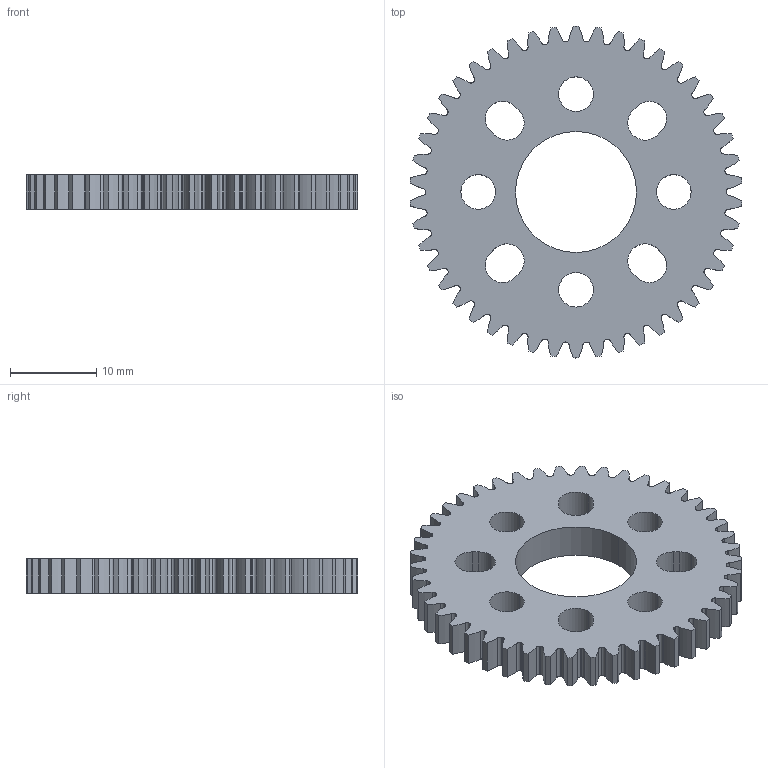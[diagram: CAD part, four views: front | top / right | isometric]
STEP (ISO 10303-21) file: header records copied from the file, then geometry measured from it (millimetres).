
FILE_DESCRIPTION (( 'STEP AP203' ), '1' );
FILE_NAME ('2312-0014-0046.STEP', '2019-08-22T15:46:40', ( '' ), ( '' ), 'SwSTEP 2.0', 'SolidWorks 2016', '' );
FILE_SCHEMA (( 'CONFIG_CONTROL_DESIGN' ));
Length unit declared in the file: millimetre
Products named in the file (1): 2312-0014-0046
Bounding box: 38.35 x 38.4 x 4 mm (x, y, z)
Volume: 3169.2 mm3; surface area: 3086.7 mm2
Topology: 1 solids, 1 shells, 401 faces, 1197 edges, 798 vertices
Faces by surface type: bspline 184, cylinder 115, plane 102
Entity records: 19422 total; most frequent: CARTESIAN_POINT 9573, ORIENTED_EDGE 2394, DIRECTION 1495, EDGE_CURVE 1197, VERTEX_POINT 798, VECTOR 599, LINE 599, AXIS2_PLACEMENT_3D 448
